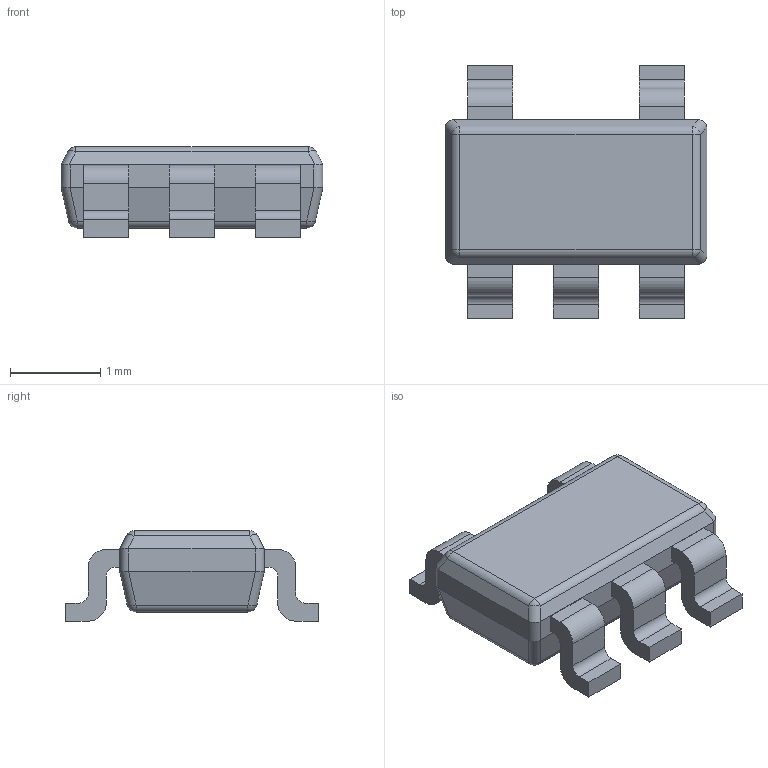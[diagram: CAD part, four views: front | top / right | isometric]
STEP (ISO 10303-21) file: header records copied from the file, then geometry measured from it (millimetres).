
FILE_DESCRIPTION(/* description */ (''),/* implementation_level */ '2;1');
FILE_NAME(/* name */ '5f519860a50950130c082566',/* time_stamp */ '2020-09-04T01:29:05+00:00',/* author */ (''),/* organization */ (''),/* preprocessor_version */ 'ST-DEVELOPER v16.7',/* originating_system */ $,/* authorisation */ $);
FILE_SCHEMA (('AUTOMOTIVE_DESIGN {1 0 10303 214 3 1 1}'));
Length unit declared in the file: metre
Products named in the file (6): Body; Pin4; Pin5; Pin3; Pin2; Pin1
Bounding box: 2.9 x 2.8 x 1 mm (x, y, z)
Volume: 4.4 mm3; surface area: 23.8 mm2
Topology: 6 solids, 6 shells, 112 faces, 284 edges, 176 vertices
Faces by surface type: plane 64, cylinder 40, sphere 8
Entity records: 3452 total; most frequent: DIRECTION 600, CARTESIAN_POINT 570, ORIENTED_EDGE 552, EDGE_CURVE 276, AXIS2_PLACEMENT_3D 206, LINE 188, VECTOR 188, VERTEX_POINT 176
